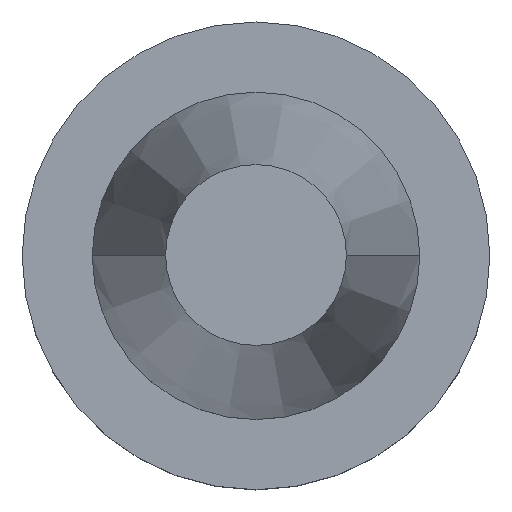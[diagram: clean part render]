
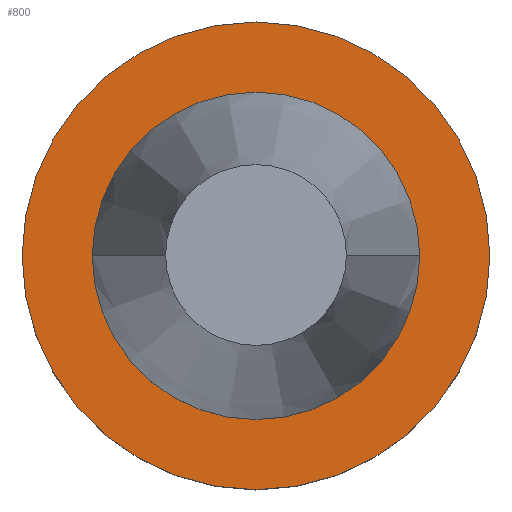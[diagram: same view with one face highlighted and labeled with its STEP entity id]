
A CAD part, top view. The second image highlights one B-rep face of the part: STEP entity #800.
In plain terms, the highlighted planar face has unit normal (0, 0, 1).
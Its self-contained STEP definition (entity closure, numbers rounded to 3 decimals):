
#7 = FACE_OUTER_BOUND ( 'NONE', #742, .T. ) ;
#25 = VERTEX_POINT ( 'NONE', #635 ) ;
#37 = CIRCLE ( 'NONE', #90, 22.225 ) ;
#90 = AXIS2_PLACEMENT_3D ( 'NONE', #437, #446, #374 ) ;
#107 = ORIENTED_EDGE ( 'NONE', *, *, #683, .F. ) ;
#178 = ORIENTED_EDGE ( 'NONE', *, *, #262, .T. ) ;
#231 = CIRCLE ( 'NONE', #449, 31.75 ) ;
#243 = AXIS2_PLACEMENT_3D ( 'NONE', #575, #315, #832 ) ;
#259 = DIRECTION ( 'NONE',  ( 0., 0., 1. ) ) ;
#262 = EDGE_CURVE ( 'NONE', #568, #750, #231, .T. ) ;
#269 = PLANE ( 'NONE',  #755 ) ;
#272 = CARTESIAN_POINT ( 'NONE',  ( 0., 31.75, -1. ) ) ;
#273 = DIRECTION ( 'NONE',  ( 0., 0., 1. ) ) ;
#311 = CIRCLE ( 'NONE', #821, 22.225 ) ;
#315 = DIRECTION ( 'NONE',  ( 0., 0., 1. ) ) ;
#318 = ORIENTED_EDGE ( 'NONE', *, *, #631, .T. ) ;
#343 = CARTESIAN_POINT ( 'NONE',  ( 31.75, 0., -1. ) ) ;
#374 = DIRECTION ( 'NONE',  ( 1., 0., 0. ) ) ;
#376 = VERTEX_POINT ( 'NONE', #413 ) ;
#378 = DIRECTION ( 'NONE',  ( 1., 0., 0. ) ) ;
#413 = CARTESIAN_POINT ( 'NONE',  ( 22.225, 0., -1. ) ) ;
#437 = CARTESIAN_POINT ( 'NONE',  ( 0., 0., -1. ) ) ;
#446 = DIRECTION ( 'NONE',  ( 0., 0., 1. ) ) ;
#449 = AXIS2_PLACEMENT_3D ( 'NONE', #468, #273, #802 ) ;
#468 = CARTESIAN_POINT ( 'NONE',  ( 0., 0., -1. ) ) ;
#477 = EDGE_LOOP ( 'NONE', ( #107, #487 ) ) ;
#487 = ORIENTED_EDGE ( 'NONE', *, *, #654, .F. ) ;
#520 = DIRECTION ( 'NONE',  ( 0., 0., -1. ) ) ;
#529 = DIRECTION ( 'NONE',  ( -1., 0., 0. ) ) ;
#539 = CIRCLE ( 'NONE', #243, 31.75 ) ;
#568 = VERTEX_POINT ( 'NONE', #634 ) ;
#575 = CARTESIAN_POINT ( 'NONE',  ( 0., 0., -1. ) ) ;
#593 = FACE_BOUND ( 'NONE', #477, .T. ) ;
#631 = EDGE_CURVE ( 'NONE', #750, #568, #539, .T. ) ;
#634 = CARTESIAN_POINT ( 'NONE',  ( -31.75, 0., -1. ) ) ;
#635 = CARTESIAN_POINT ( 'NONE',  ( -22.225, 0., -1. ) ) ;
#650 = CARTESIAN_POINT ( 'NONE',  ( 0., 0., -1. ) ) ;
#654 = EDGE_CURVE ( 'NONE', #25, #376, #37, .T. ) ;
#683 = EDGE_CURVE ( 'NONE', #376, #25, #311, .T. ) ;
#742 = EDGE_LOOP ( 'NONE', ( #318, #178 ) ) ;
#750 = VERTEX_POINT ( 'NONE', #343 ) ;
#755 = AXIS2_PLACEMENT_3D ( 'NONE', #272, #520, #529 ) ;
#800 = ADVANCED_FACE ( 'NONE', ( #593, #7 ), #269, .F. ) ;
#802 = DIRECTION ( 'NONE',  ( 1., 0., 0. ) ) ;
#821 = AXIS2_PLACEMENT_3D ( 'NONE', #650, #259, #378 ) ;
#832 = DIRECTION ( 'NONE',  ( 1., 0., 0. ) ) ;
